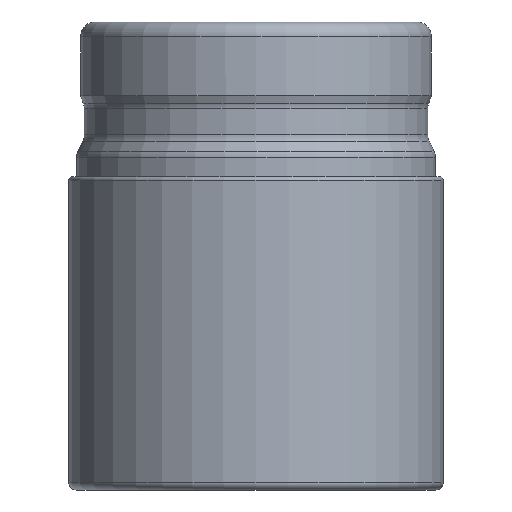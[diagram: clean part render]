
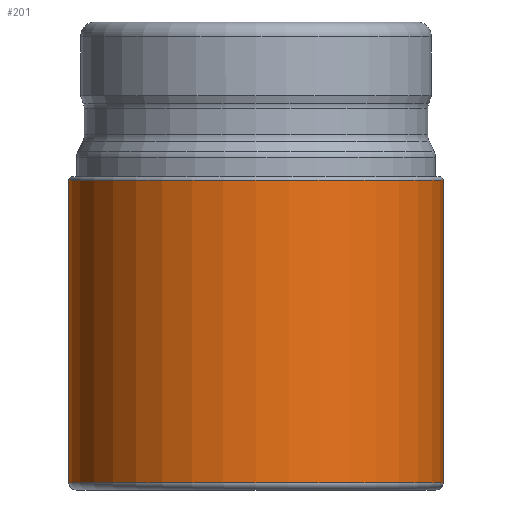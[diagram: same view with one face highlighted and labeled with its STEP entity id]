
A CAD part, front view. The second image highlights one B-rep face of the part: STEP entity #201.
In plain terms, the highlighted cylindrical face has radius 25.4 mm (diameter 50.8 mm), a partial arc.
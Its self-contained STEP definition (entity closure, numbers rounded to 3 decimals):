
#64=CYLINDRICAL_SURFACE('',#1436,25.4);
#122=FACE_OUTER_BOUND('',#304,.T.);
#201=ADVANCED_FACE('',(#122),#64,.T.);
#304=EDGE_LOOP('',(#402,#403,#404,#405));
#402=ORIENTED_EDGE('',*,*,#884,.T.);
#403=ORIENTED_EDGE('',*,*,#883,.T.);
#404=ORIENTED_EDGE('',*,*,#885,.F.);
#405=ORIENTED_EDGE('',*,*,#886,.T.);
#770=VERTEX_POINT('',#2212);
#771=VERTEX_POINT('',#2214);
#772=VERTEX_POINT('',#2220);
#773=VERTEX_POINT('',#2222);
#883=EDGE_CURVE('',#770,#771,#1077,.T.);
#884=EDGE_CURVE('',#772,#770,#1269,.T.);
#885=EDGE_CURVE('',#773,#771,#1270,.T.);
#886=EDGE_CURVE('',#773,#772,#1078,.T.);
#1077=CIRCLE('',#1433,25.4);
#1078=CIRCLE('',#1435,25.4);
#1269=LINE('',#2219,#1317);
#1270=LINE('',#2221,#1318);
#1317=VECTOR('',#1706,1.);
#1318=VECTOR('',#1707,1.);
#1433=AXIS2_PLACEMENT_3D('',#2217,#1702,#1703);
#1435=AXIS2_PLACEMENT_3D('',#2223,#1708,#1709);
#1436=AXIS2_PLACEMENT_3D('',#2224,#1710,#1711);
#1702=DIRECTION('',(0.,0.,1.));
#1703=DIRECTION('',(-1.,0.,0.));
#1706=DIRECTION('',(0.,0.,-1.));
#1707=DIRECTION('',(0.,0.,-1.));
#1708=DIRECTION('',(0.,0.,-1.));
#1709=DIRECTION('',(1.,0.,0.));
#1710=DIRECTION('',(0.,0.,-1.));
#1711=DIRECTION('',(-1.,0.,0.));
#2212=CARTESIAN_POINT('',(-25.4,0.,-62.5));
#2214=CARTESIAN_POINT('',(25.4,0.,-62.5));
#2217=CARTESIAN_POINT('',(0.,0.,-62.5));
#2219=CARTESIAN_POINT('',(-25.4,0.,-62.5));
#2220=CARTESIAN_POINT('',(-25.4,0.,-21.5));
#2221=CARTESIAN_POINT('',(25.4,0.,-62.5));
#2222=CARTESIAN_POINT('',(25.4,0.,-21.5));
#2223=CARTESIAN_POINT('',(0.,0.,-21.5));
#2224=CARTESIAN_POINT('',(0.,0.,-18.875));
